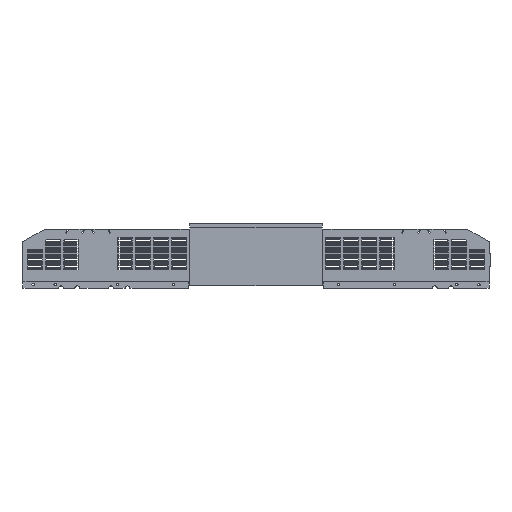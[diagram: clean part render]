
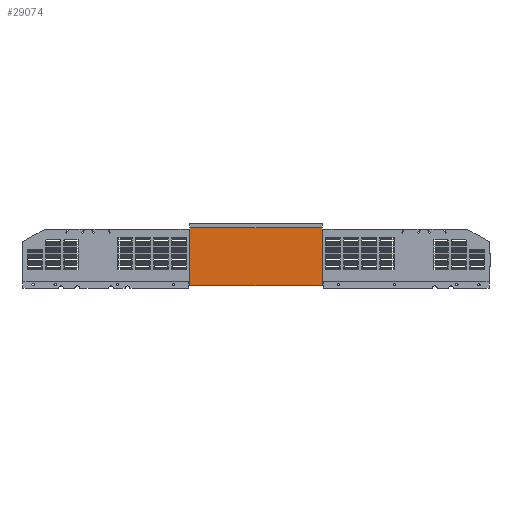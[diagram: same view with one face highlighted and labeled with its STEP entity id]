
A CAD part, top view. The second image highlights one B-rep face of the part: STEP entity #29074.
In plain terms, the highlighted planar face has unit normal (0, 0, 1).
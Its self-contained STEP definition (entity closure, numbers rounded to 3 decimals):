
#1237=CARTESIAN_POINT('POS141',(0.66,-105.283,
   0.));
#1238=DIRECTION('DIR212',(0.,0.,
   1.));
#1239=DIRECTION('DIR213',(1.,0.,
   0.));
#1240=AXIS2_PLACEMENT_3D('AXIS72',#1237,#1238,#1239);
#1241=PLANE('PLANE14',#1240);
#27503=CARTESIAN_POINT('POINT1647',(1.905,-105.258,
   0.));
#27504=VERTEX_POINT('VERTEX1647',#27503);
#28100=CARTESIAN_POINT('POINT1648',(1.93,-4.572,
   0.));
#28101=VERTEX_POINT('VERTEX1648',#28100);
#28133=CARTESIAN_POINT('POINT1649',(1.93,-1.905,
   0.));
#28134=VERTEX_POINT('VERTEX1649',#28133);
#28150=CARTESIAN_POINT('POINT1650',(258.547,-1.905,
   0.));
#28151=VERTEX_POINT('VERTEX1650',#28150);
#28171=CARTESIAN_POINT('POINT1651',(258.547,-4.572
   ,0.));
#28172=VERTEX_POINT('VERTEX1651',#28171);
#28768=CARTESIAN_POINT('POINT1652',(258.572,-105.258,
   0.));
#28769=VERTEX_POINT('VERTEX1652',#28768);
#28859=CARTESIAN_POINT('POINT1659',(2.235,-107.188,0.))
   ;
#28860=VERTEX_POINT('VERTEX1659',#28859);
#28868=CARTESIAN_POINT('POINT1660',(2.235,-114.554,
   0.));
#28869=VERTEX_POINT('VERTEX1660',#28868);
#28876=CARTESIAN_POINT('POS3306',(2.235,-105.753,
   0.));
#28877=DIRECTION('DIR4883',(0.,1.,0.));
#28878=VECTOR('VEC1729',#28877,1.);
#28879=LINE('STRAIGHT1729',#28876,#28878);
#28880=EDGE_CURVE('EDGE2501',#28869,#28860,#28879,.T.);
#28890=CARTESIAN_POINT('POINT1661',(2.235,-105.258,
   0.));
#28891=VERTEX_POINT('VERTEX1661',#28890);
#28900=CARTESIAN_POINT('POS3309',(2.235,-105.753,
   0.));
#28901=DIRECTION('DIR4887',(0.,1.,0.));
#28902=VECTOR('VEC1731',#28901,1.);
#28903=LINE('STRAIGHT1731',#28900,#28902);
#28904=EDGE_CURVE('EDGE2503',#28860,#28891,#28903,.T.);
#28912=CARTESIAN_POINT('POS3310',(1.028,-105.258,
   0.));
#28913=DIRECTION('DIR4888',(-1.,0.,
   0.));
#28914=VECTOR('VEC1732',#28913,1.);
#28915=LINE('STRAIGHT1732',#28912,#28914);
#28916=EDGE_CURVE('EDGE2504',#27504,#28891,#28915,.F.);
#28921=CARTESIAN_POINT('POS3311',(1.905,-105.258,
   0.));
#28922=DIRECTION('DIR4889',(0.,1.,
   0.));
#28923=VECTOR('VEC1733',#28922,1.);
#28924=LINE('STRAIGHT1733',#28921,#28923);
#28925=EDGE_CURVE('EDGE2505',#27504,#28101,#28924,.T.);
#28936=CARTESIAN_POINT('POS3312',(1.93,
   -53.34,0.));
#28937=DIRECTION('DIR4890',(0.,-1.,
   0.));
#28938=VECTOR('VEC1734',#28937,1.);
#28939=LINE('STRAIGHT1734',#28936,#28938);
#28940=EDGE_CURVE('EDGE2506',#28134,#28101,#28939,.T.);
#28946=CARTESIAN_POINT('POS3313',(1.93,-1.905,
   0.));
#28947=DIRECTION('DIR4891',(1.,0.,0.));
#28948=VECTOR('VEC1735',#28947,1.);
#28949=LINE('STRAIGHT1735',#28946,#28948);
#28950=EDGE_CURVE('EDGE2507',#28134,#28151,#28949,.T.);
#28960=CARTESIAN_POINT('POS3314',(258.547,-53.34,
   0.));
#28961=DIRECTION('DIR4892',(0.,-1.,0.));
#28962=VECTOR('VEC1736',#28961,1.);
#28963=LINE('STRAIGHT1736',#28960,#28962);
#28964=EDGE_CURVE('EDGE2508',#28151,#28172,#28963,.T.);
#28971=CARTESIAN_POINT('POS3315',(258.547,-4.572,
   0.));
#28972=DIRECTION('DIR4893',(0.,-1.
   ,0.));
#28973=VECTOR('VEC1737',#28972,1.);
#28974=LINE('STRAIGHT1737',#28971,#28973);
#28975=EDGE_CURVE('EDGE2509',#28172,#28769,#28974,.T.);
#28981=CARTESIAN_POINT('POINT1662',(258.242,-105.258,
   0.));
#28982=VERTEX_POINT('VERTEX1662',#28981);
#28991=CARTESIAN_POINT('POS3317',(129.871,-105.258,
   0.));
#28992=DIRECTION('DIR4895',(1.,0.,0.));
#28993=VECTOR('VEC1739',#28992,1.);
#28994=LINE('STRAIGHT1739',#28991,#28993);
#28995=EDGE_CURVE('EDGE2511',#28769,#28982,#28994,.F.);
#29000=CARTESIAN_POINT('POINT1663',(258.242,-107.188,0.
   ));
#29001=VERTEX_POINT('VERTEX1663',#29000);
#29010=CARTESIAN_POINT('POS3319',(258.242,-108.077,
   0.));
#29011=DIRECTION('DIR4897',(0.,1.,0.));
#29012=VECTOR('VEC1741',#29011,1.);
#29013=LINE('STRAIGHT1741',#29010,#29012);
#29014=EDGE_CURVE('EDGE2513',#29001,#28982,#29013,.T.);
#29024=CARTESIAN_POINT('POINT1664',(258.242,-114.554,
   0.));
#29025=VERTEX_POINT('VERTEX1664',#29024);
#29034=CARTESIAN_POINT('POS3322',(258.242,-108.077,
   0.));
#29035=DIRECTION('DIR4901',(0.,1.,0.));
#29036=VECTOR('VEC1743',#29035,1.);
#29037=LINE('STRAIGHT1743',#29034,#29036);
#29038=EDGE_CURVE('EDGE2515',#29025,#29001,#29037,.T.);
#29045=CARTESIAN_POINT('POS3323',(65.449,-114.554,
   0.));
#29046=DIRECTION('DIR4902',(1.,0.,0.));
#29047=VECTOR('VEC1744',#29046,1.);
#29048=LINE('STRAIGHT1744',#29045,#29047);
#29049=EDGE_CURVE('EDGE2516',#28869,#29025,#29048,.T.);
#29060=ORIENTED_EDGE('COEDGE5021',*,*,#29049,.T.);
#29061=ORIENTED_EDGE('COEDGE5022',*,*,#29038,.T.);
#29062=ORIENTED_EDGE('COEDGE5023',*,*,#29014,.T.);
#29063=ORIENTED_EDGE('COEDGE5024',*,*,#28995,.F.);
#29064=ORIENTED_EDGE('COEDGE5025',*,*,#28975,.F.);
#29065=ORIENTED_EDGE('COEDGE5026',*,*,#28964,.F.);
#29066=ORIENTED_EDGE('COEDGE5027',*,*,#28950,.F.);
#29067=ORIENTED_EDGE('COEDGE5028',*,*,#28940,.T.);
#29068=ORIENTED_EDGE('COEDGE5029',*,*,#28925,.F.);
#29069=ORIENTED_EDGE('COEDGE5030',*,*,#28916,.T.);
#29070=ORIENTED_EDGE('COEDGE5031',*,*,#28904,.F.);
#29071=ORIENTED_EDGE('COEDGE5032',*,*,#28880,.F.);
#29072=EDGE_LOOP('NONE',(#29060,#29061,#29062,#29063,#29064,#29065,
   #29066,#29067,#29068,#29069,#29070,#29071));
#29073=FACE_BOUND('LOOP1',#29072,.T.);
#29074=ADVANCED_FACE('FACE854',(#29073),#1241,.T.);
